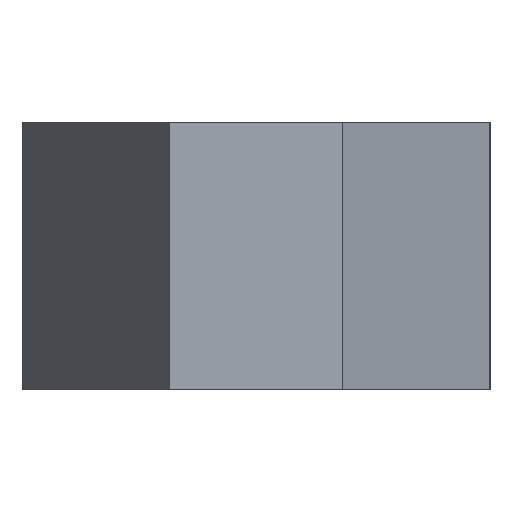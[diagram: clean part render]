
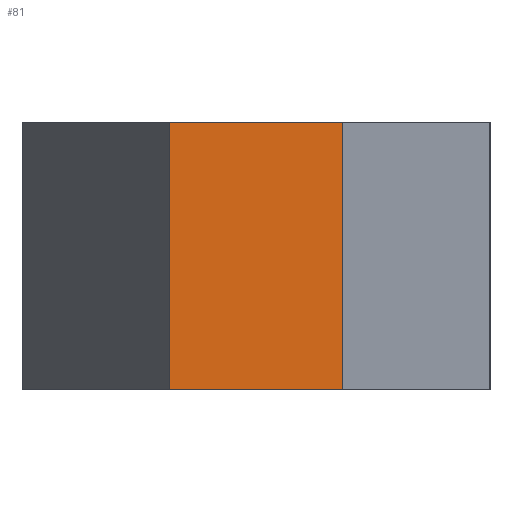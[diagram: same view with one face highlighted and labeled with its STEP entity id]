
A CAD part, left-side view. The second image highlights one B-rep face of the part: STEP entity #81.
In plain terms, the highlighted planar face has unit normal (-1, 0, 0).
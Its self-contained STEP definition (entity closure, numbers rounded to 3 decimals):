
#81=ADVANCED_FACE('',(#164),#165,.T.);
#164=FACE_OUTER_BOUND('',#244,.T.);
#165=PLANE('',#245);
#244=EDGE_LOOP('',(#415,#416,#417,#418));
#245=AXIS2_PLACEMENT_3D('',#419,#420,#421);
#415=ORIENTED_EDGE('',*,*,#533,.T.);
#416=ORIENTED_EDGE('',*,*,#534,.F.);
#417=ORIENTED_EDGE('',*,*,#518,.T.);
#418=ORIENTED_EDGE('',*,*,#531,.T.);
#419=CARTESIAN_POINT('',(-10.0,-6.5,10.0));
#420=DIRECTION('',(-1.0,0.0,0.0));
#421=DIRECTION('',(0.0,0.0,1.0));
#518=EDGE_CURVE('',#627,#625,#628,.T.);
#531=EDGE_CURVE('',#625,#643,#645,.T.);
#533=EDGE_CURVE('',#643,#647,#648,.T.);
#534=EDGE_CURVE('',#627,#647,#649,.T.);
#625=VERTEX_POINT('',#834);
#627=VERTEX_POINT('',#837);
#628=LINE('',#838,#839);
#643=VERTEX_POINT('',#860);
#645=LINE('',#863,#864);
#647=VERTEX_POINT('',#866);
#648=LINE('',#867,#868);
#649=LINE('',#869,#870);
#834=CARTESIAN_POINT('',(-10.0,-6.5,0.0));
#837=CARTESIAN_POINT('',(-10.0,6.5,0.0));
#838=CARTESIAN_POINT('',(-10.0,6.5,0.0));
#839=VECTOR('',#951,1.0);
#860=CARTESIAN_POINT('',(-10.0,-6.5,20.0));
#863=CARTESIAN_POINT('',(-10.0,-6.5,10.0));
#864=VECTOR('',#962,1.0);
#866=CARTESIAN_POINT('',(-10.0,6.5,20.0));
#867=CARTESIAN_POINT('',(-10.0,6.5,20.0));
#868=VECTOR('',#963,1.0);
#869=CARTESIAN_POINT('',(-10.0,6.5,10.0));
#870=VECTOR('',#964,1.0);
#951=DIRECTION('',(0.0,-1.0,0.0));
#962=DIRECTION('',(0.0,0.0,1.0));
#963=DIRECTION('',(0.0,1.0,0.0));
#964=DIRECTION('',(0.0,0.0,1.0));
